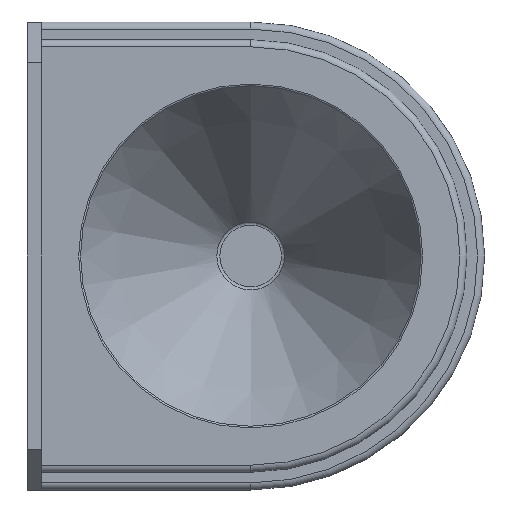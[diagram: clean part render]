
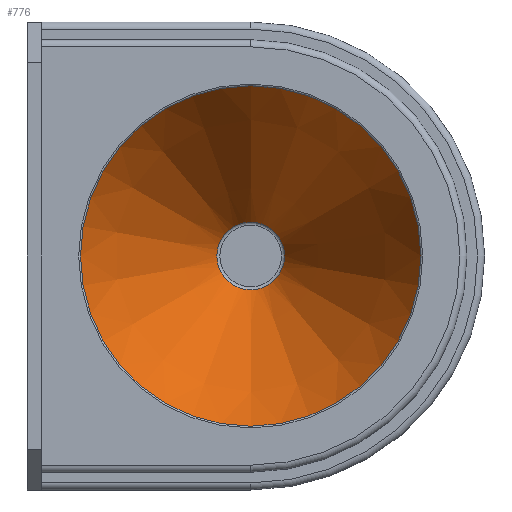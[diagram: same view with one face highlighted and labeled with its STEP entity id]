
A CAD part, front view. The second image highlights one B-rep face of the part: STEP entity #776.
In plain terms, the highlighted conical face has half-angle 30 degrees and reference radius 4.774 mm.
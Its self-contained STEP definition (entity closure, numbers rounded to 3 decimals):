
#28=CONICAL_SURFACE('',#883,4.774,0.524);
#297=ORIENTED_EDGE('',*,*,#438,.T.);
#298=ORIENTED_EDGE('',*,*,#437,.F.);
#437=EDGE_CURVE('',#514,#514,#563,.T.);
#438=EDGE_CURVE('',#515,#515,#564,.T.);
#514=VERTEX_POINT('',#1336);
#515=VERTEX_POINT('',#1339);
#563=CIRCLE('',#882,4.774);
#564=CIRCLE('',#884,24.);
#624=EDGE_LOOP('',(#297));
#625=EDGE_LOOP('',(#298));
#696=FACE_BOUND('',#624,.T.);
#697=FACE_BOUND('',#625,.T.);
#776=ADVANCED_FACE('',(#696,#697),#28,.F.);
#882=AXIS2_PLACEMENT_3D('',#1335,#1106,#1107);
#883=AXIS2_PLACEMENT_3D('',#1337,#1108,#1109);
#884=AXIS2_PLACEMENT_3D('',#1338,#1110,#1111);
#1106=DIRECTION('',(0.,-1.,0.));
#1107=DIRECTION('',(0.,0.,-1.));
#1108=DIRECTION('',(0.,-1.,0.));
#1109=DIRECTION('',(0.,0.,-1.));
#1110=DIRECTION('',(0.,-1.,0.));
#1111=DIRECTION('',(0.,0.,-1.));
#1335=CARTESIAN_POINT('',(29.5,41.3,0.));
#1336=CARTESIAN_POINT('',(29.5,41.3,-4.774));
#1337=CARTESIAN_POINT('',(29.5,41.3,0.));
#1338=CARTESIAN_POINT('',(29.5,8.,0.));
#1339=CARTESIAN_POINT('',(29.5,8.,-24.));
